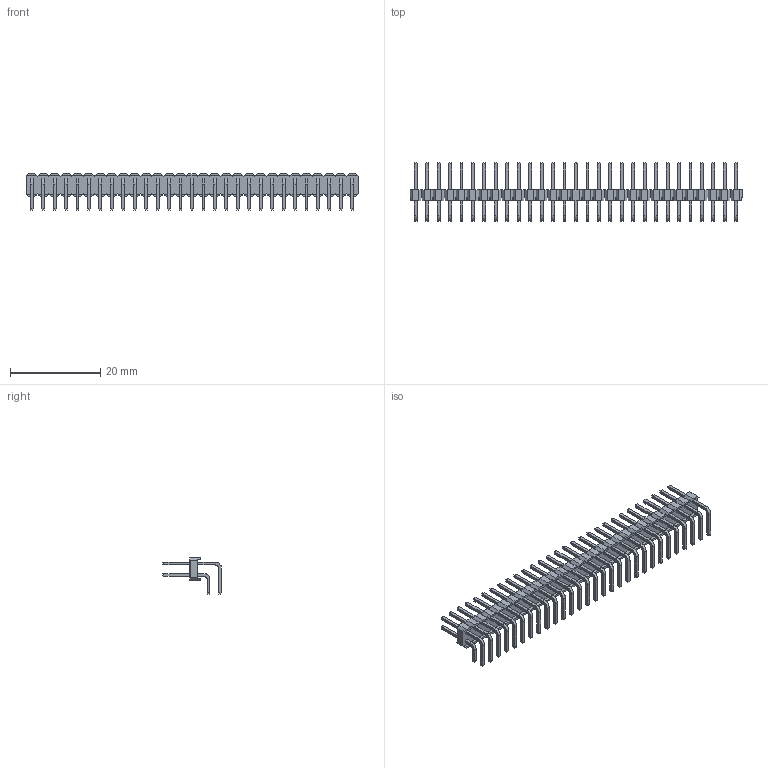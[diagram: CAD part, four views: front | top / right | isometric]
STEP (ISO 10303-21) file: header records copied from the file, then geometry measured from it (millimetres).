
FILE_DESCRIPTION(('STEP AP214'), '1');
FILE_NAME('PLD-R1', '', ('UNSPECIFIED'), ('UNSPECIFIED'), 'ASCON STEP Converter 1.6', 'ASCON Math Kernel', '');
FILE_SCHEMA(('AUTOMOTIVE_DESIGN { 1 0 10303 214 3 1 1}'));
Length unit declared in the file: millimetre
Bounding box: 73.66 x 13.04 x 8.08 mm (x, y, z)
Volume: 1012.6 mm3; surface area: 3401.5 mm2
Topology: 1 solids, 1 shells, 1718 faces, 4252 edges, 2680 vertices
Faces by surface type: plane 1602, cylinder 116
Entity records: 63180 total; most frequent: CARTESIAN_POINT 8651, ORIENTED_EDGE 8504, DIRECTION 7922, EDGE_CURVE 4252, LINE 4020, VECTOR 4020, VERTEX_POINT 2680, AXIS2_PLACEMENT_3D 1951
